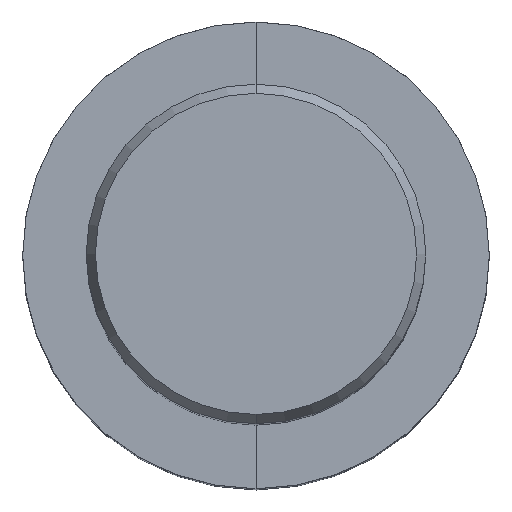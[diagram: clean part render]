
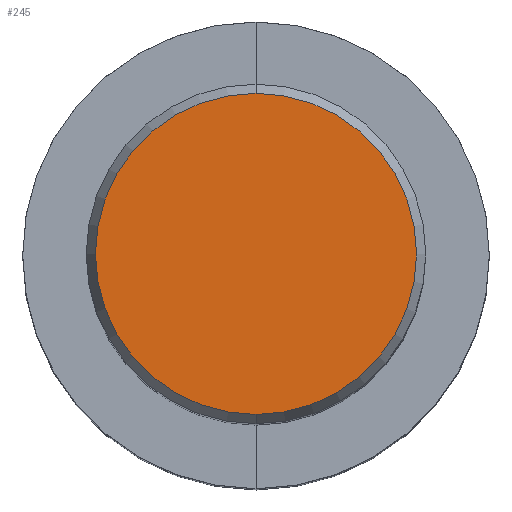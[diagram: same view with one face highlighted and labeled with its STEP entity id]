
A CAD part, top view. The second image highlights one B-rep face of the part: STEP entity #245.
In plain terms, the highlighted planar face has unit normal (0, 0, 1).
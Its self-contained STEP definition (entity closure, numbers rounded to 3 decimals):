
#157=VERTEX_POINT('',#364);
#219=EDGE_CURVE('',#157,#263,#434,.T.);
#245=ADVANCED_FACE('',(#461),#462,.T.);
#263=VERTEX_POINT('',#481);
#303=EDGE_CURVE('',#263,#157,#532,.T.);
#364=CARTESIAN_POINT('',(0.0,12.012,0.01));
#434=CIRCLE('',#688,12.012);
#461=FACE_OUTER_BOUND('',#729,.T.);
#462=PLANE('',#730);
#481=CARTESIAN_POINT('',(0.,-12.012,0.01));
#532=CIRCLE('',#807,12.012);
#688=AXIS2_PLACEMENT_3D('',#944,#945,#946);
#729=EDGE_LOOP('',(#973,#974));
#730=AXIS2_PLACEMENT_3D('',#975,#976,#977);
#807=AXIS2_PLACEMENT_3D('',#1074,#1075,#1076);
#944=CARTESIAN_POINT('',(0.0,0.0,0.01));
#945=DIRECTION('',(0.0,0.0,-1.0));
#946=DIRECTION('',(0.0,1.0,0.0));
#973=ORIENTED_EDGE('',*,*,#219,.F.);
#974=ORIENTED_EDGE('',*,*,#303,.F.);
#975=CARTESIAN_POINT('',(0.0,6.006,0.01));
#976=DIRECTION('',(-0.0,0.0,1.0));
#977=DIRECTION('',(0.0,-1.0,0.0));
#1074=CARTESIAN_POINT('',(0.0,0.0,0.01));
#1075=DIRECTION('',(0.0,0.0,-1.0));
#1076=DIRECTION('',(0.0,1.0,0.0));
